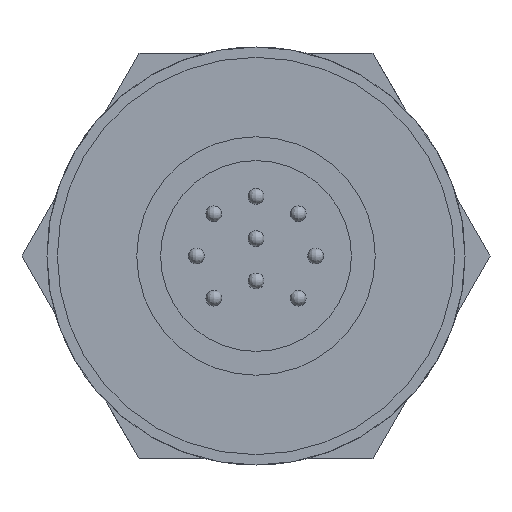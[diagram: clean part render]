
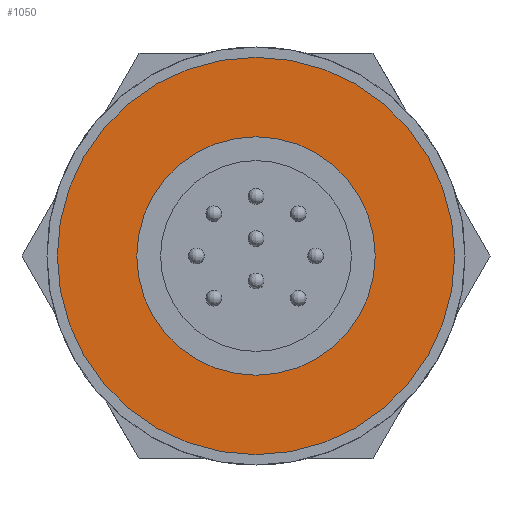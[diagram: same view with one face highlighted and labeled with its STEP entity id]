
A CAD part, left-side view. The second image highlights one B-rep face of the part: STEP entity #1050.
In plain terms, the highlighted planar face has unit normal (-1, 0, 0).
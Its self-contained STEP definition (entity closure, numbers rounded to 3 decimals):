
#51 = AXIS2_PLACEMENT_3D ( 'NONE', #546, #551, #558 ) ;
#88 = EDGE_CURVE ( 'NONE', #3574, #2067, #608, .T. ) ;
#186 = AXIS2_PLACEMENT_3D ( 'NONE', #358, #363, #367 ) ;
#242 = CARTESIAN_POINT ( 'NONE',  ( 2., 0., -7.5 ) ) ;
#286 = EDGE_CURVE ( 'NONE', #2067, #3574, #497, .T. ) ;
#358 = CARTESIAN_POINT ( 'NONE',  ( 2., 0., 0. ) ) ;
#363 = DIRECTION ( 'NONE',  ( 1., 0., 0. ) ) ;
#367 = DIRECTION ( 'NONE',  ( 0., 0., 1. ) ) ;
#497 = CIRCLE ( 'NONE', #51, 12.5 ) ;
#546 = CARTESIAN_POINT ( 'NONE',  ( 2., 0., 0. ) ) ;
#551 = DIRECTION ( 'NONE',  ( 1., 0., 0. ) ) ;
#558 = DIRECTION ( 'NONE',  ( 0., 0., 1. ) ) ;
#586 = DIRECTION ( 'NONE',  ( 0., 0., 1. ) ) ;
#608 = CIRCLE ( 'NONE', #186, 12.5 ) ;
#889 = CIRCLE ( 'NONE', #2266, 7.5 ) ;
#1050 = ADVANCED_FACE ( 'NONE', ( #1576, #3266 ), #3350, .F. ) ;
#1181 = DIRECTION ( 'NONE',  ( 0., 0., -1. ) ) ;
#1309 = CARTESIAN_POINT ( 'NONE',  ( 2., 0., 12.5 ) ) ;
#1435 = DIRECTION ( 'NONE',  ( 1., 0., 0. ) ) ;
#1512 = CARTESIAN_POINT ( 'NONE',  ( 2., 0., 7.5 ) ) ;
#1576 = FACE_OUTER_BOUND ( 'NONE', #3412, .T. ) ;
#1706 = CARTESIAN_POINT ( 'NONE',  ( 2., 0., -12.5 ) ) ;
#1801 = EDGE_CURVE ( 'NONE', #2263, #3469, #889, .T. ) ;
#2067 = VERTEX_POINT ( 'NONE', #1706 ) ;
#2108 = DIRECTION ( 'NONE',  ( 0., 0., 1. ) ) ;
#2110 = DIRECTION ( 'NONE',  ( -1., 0., 0. ) ) ;
#2121 = CARTESIAN_POINT ( 'NONE',  ( 2., 0., 0. ) ) ;
#2263 = VERTEX_POINT ( 'NONE', #1512 ) ;
#2266 = AXIS2_PLACEMENT_3D ( 'NONE', #2121, #2110, #2108 ) ;
#2359 = CARTESIAN_POINT ( 'NONE',  ( 2., 0., 0. ) ) ;
#2666 = AXIS2_PLACEMENT_3D ( 'NONE', #3275, #1435, #1181 ) ;
#2751 = CIRCLE ( 'NONE', #3573, 7.5 ) ;
#3077 = DIRECTION ( 'NONE',  ( -1., 0., 0. ) ) ;
#3266 = FACE_BOUND ( 'NONE', #3421, .T. ) ;
#3275 = CARTESIAN_POINT ( 'NONE',  ( 2., 0., -7.5 ) ) ;
#3295 = ORIENTED_EDGE ( 'NONE', *, *, #88, .F. ) ;
#3299 = ORIENTED_EDGE ( 'NONE', *, *, #286, .F. ) ;
#3302 = ORIENTED_EDGE ( 'NONE', *, *, #1801, .F. ) ;
#3307 = ORIENTED_EDGE ( 'NONE', *, *, #3836, .F. ) ;
#3350 = PLANE ( 'NONE',  #2666 ) ;
#3412 = EDGE_LOOP ( 'NONE', ( #3295, #3299 ) ) ;
#3421 = EDGE_LOOP ( 'NONE', ( #3302, #3307 ) ) ;
#3469 = VERTEX_POINT ( 'NONE', #242 ) ;
#3573 = AXIS2_PLACEMENT_3D ( 'NONE', #2359, #3077, #586 ) ;
#3574 = VERTEX_POINT ( 'NONE', #1309 ) ;
#3836 = EDGE_CURVE ( 'NONE', #3469, #2263, #2751, .T. ) ;
